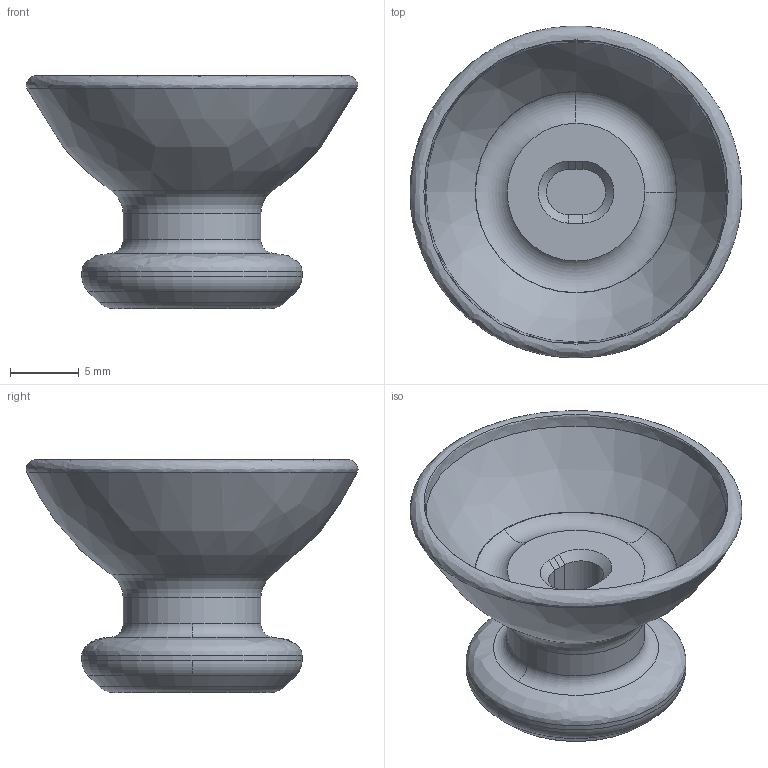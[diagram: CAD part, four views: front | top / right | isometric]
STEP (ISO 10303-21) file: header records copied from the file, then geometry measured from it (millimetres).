
FILE_DESCRIPTION(('HOOPS Exchange Step'),'2;1');
FILE_NAME('Joystick Cap 0.2mm.stp','2024-11-21T09:34:38+09:00',('hayashi'),('Unknown organisation'),'HOOPS Exchange 2023.2','HOOPS Exchange','Unknown authorisation');
FILE_SCHEMA( ('AP203_CONFIGURATION_CONTROLLED_3D_DESIGN_OF_MECHANICAL_PARTS_AND_ASSEMBLIES_MIM_LF') );
Length unit declared in the file: millimetre
Products named in the file (1): Solid 157
Bounding box: 24.11 x 24.11 x 16.92 mm (x, y, z)
Volume: 1844.5 mm3; surface area: 1914.1 mm2
Topology: 1 solids, 1 shells, 34 faces, 76 edges, 44 vertices
Faces by surface type: bspline 10, torus 10, plane 8, cylinder 4, cone 2
Entity records: 1484 total; most frequent: CARTESIAN_POINT 750, ORIENTED_EDGE 154, DIRECTION 147, EDGE_CURVE 77, AXIS2_PLACEMENT_3D 64, VERTEX_POINT 45, CIRCLE 39, EDGE_LOOP 34
